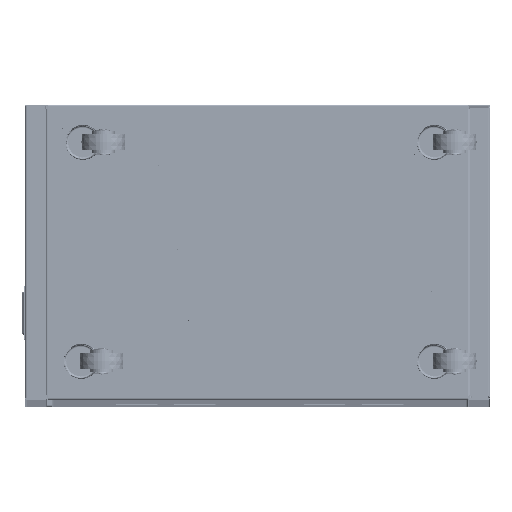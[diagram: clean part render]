
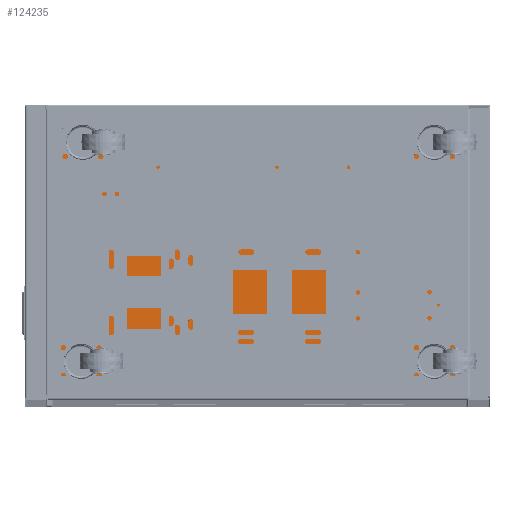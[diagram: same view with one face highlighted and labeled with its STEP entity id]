
A CAD part, front view. The second image highlights one B-rep face of the part: STEP entity #124235.
In plain terms, the highlighted face is planar.
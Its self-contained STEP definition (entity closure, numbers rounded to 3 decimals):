
#914 = CARTESIAN_POINT ( 'NONE',  ( 129.378, -452.001, 0. ) ) ;
#1913 = ORIENTED_EDGE ( 'NONE', *, *, #39589, .T. ) ;
#3119 = CARTESIAN_POINT ( 'NONE',  ( -127.877, -13.999, 0. ) ) ;
#3575 = DIRECTION ( 'NONE',  ( 0., 1., 0. ) ) ;
#4263 = EDGE_CURVE ( 'NONE', #42603, #137316, #81971, .T. ) ;
#4591 = FACE_BOUND ( 'NONE', #128821, .T. ) ;
#6126 = VECTOR ( 'NONE', #11318, 1000. ) ;
#7112 = CIRCLE ( 'NONE', #10076, 4.628 ) ;
#7800 = DIRECTION ( 'NONE',  ( 0., 1., 0. ) ) ;
#8080 = CARTESIAN_POINT ( 'NONE',  ( -135.25, -0.5, 0. ) ) ;
#8506 = VERTEX_POINT ( 'NONE', #123658 ) ;
#10076 = AXIS2_PLACEMENT_3D ( 'NONE', #69062, #170280, #81260 ) ;
#10543 = ORIENTED_EDGE ( 'NONE', *, *, #4263, .T. ) ;
#11318 = DIRECTION ( 'NONE',  ( 0., -1., 0. ) ) ;
#13093 = CARTESIAN_POINT ( 'NONE',  ( -123.249, -13.999, 0. ) ) ;
#14669 = AXIS2_PLACEMENT_3D ( 'NONE', #54908, #112051, #169276 ) ;
#17758 = CARTESIAN_POINT ( 'NONE',  ( -127.877, -452.001, 0. ) ) ;
#18392 = CARTESIAN_POINT ( 'NONE',  ( 136.75, -463.5, 0. ) ) ;
#18933 = ORIENTED_EDGE ( 'NONE', *, *, #140509, .F. ) ;
#19810 = ORIENTED_EDGE ( 'NONE', *, *, #124615, .F. ) ;
#22528 = VECTOR ( 'NONE', #7800, 1000. ) ;
#24268 = DIRECTION ( 'NONE',  ( 1., 0., 0. ) ) ;
#27736 = AXIS2_PLACEMENT_3D ( 'NONE', #128287, #185494, #157315 ) ;
#28272 = VERTEX_POINT ( 'NONE', #114291 ) ;
#28374 = CARTESIAN_POINT ( 'NONE',  ( 120.122, -452.001, 0. ) ) ;
#29555 = DIRECTION ( 'NONE',  ( 1., 0., 0. ) ) ;
#30029 = FACE_BOUND ( 'NONE', #77122, .T. ) ;
#30692 = ORIENTED_EDGE ( 'NONE', *, *, #55582, .F. ) ;
#31151 = VECTOR ( 'NONE', #3575, 1000. ) ;
#31177 = VERTEX_POINT ( 'NONE', #156325 ) ;
#32724 = CARTESIAN_POINT ( 'NONE',  ( -134.5, -2., 0. ) ) ;
#33273 = VERTEX_POINT ( 'NONE', #17758 ) ;
#34555 = VERTEX_POINT ( 'NONE', #50689 ) ;
#34918 = AXIS2_PLACEMENT_3D ( 'NONE', #67613, #182005, #53561 ) ;
#36049 = CARTESIAN_POINT ( 'NONE',  ( 129.378, -14., 0. ) ) ;
#37325 = VECTOR ( 'NONE', #29555, 1000. ) ;
#39589 = EDGE_CURVE ( 'NONE', #111457, #31177, #61892, .T. ) ;
#41652 = ORIENTED_EDGE ( 'NONE', *, *, #112498, .F. ) ;
#42067 = ORIENTED_EDGE ( 'NONE', *, *, #139403, .T. ) ;
#42603 = VERTEX_POINT ( 'NONE', #914 ) ;
#46899 = DIRECTION ( 'NONE',  ( 1., 0., 0. ) ) ;
#48206 = DIRECTION ( 'NONE',  ( 0., 0., -1. ) ) ;
#48964 = VERTEX_POINT ( 'NONE', #132667 ) ;
#50689 = CARTESIAN_POINT ( 'NONE',  ( -134.5, -0.5, 0. ) ) ;
#52000 = EDGE_CURVE ( 'NONE', #139585, #8506, #93634, .T. ) ;
#52795 = AXIS2_PLACEMENT_3D ( 'NONE', #13093, #153801, #98488 ) ;
#53561 = DIRECTION ( 'NONE',  ( 1., 0., 0. ) ) ;
#54908 = CARTESIAN_POINT ( 'NONE',  ( -123.249, -452.001, 0. ) ) ;
#55582 = EDGE_CURVE ( 'NONE', #111175, #28272, #65421, .T. ) ;
#61383 = CARTESIAN_POINT ( 'NONE',  ( 124.75, -452.001, 0. ) ) ;
#61498 = EDGE_LOOP ( 'NONE', ( #114709, #19810, #18933, #30692, #85524, #41652 ) ) ;
#61892 = CIRCLE ( 'NONE', #34918, 4.628 ) ;
#64095 = VERTEX_POINT ( 'NONE', #8080 ) ;
#65421 = LINE ( 'NONE', #161950, #181297 ) ;
#67613 = CARTESIAN_POINT ( 'NONE',  ( -123.249, -13.999, 0. ) ) ;
#69062 = CARTESIAN_POINT ( 'NONE',  ( 124.75, -452.001, 0. ) ) ;
#69930 = CARTESIAN_POINT ( 'NONE',  ( 136., -2., 0. ) ) ;
#71145 = LINE ( 'NONE', #152783, #172642 ) ;
#72017 = CARTESIAN_POINT ( 'NONE',  ( 124.75, -14., 0. ) ) ;
#75006 = FACE_BOUND ( 'NONE', #120304, .T. ) ;
#75025 = CIRCLE ( 'NONE', #84024, 4.628 ) ;
#75218 = EDGE_CURVE ( 'NONE', #150999, #33273, #87957, .T. ) ;
#75666 = DIRECTION ( 'NONE',  ( 0., 0., -1. ) ) ;
#77122 = EDGE_LOOP ( 'NONE', ( #171978, #1913 ) ) ;
#77171 = EDGE_CURVE ( 'NONE', #48964, #34555, #142560, .T. ) ;
#78885 = AXIS2_PLACEMENT_3D ( 'NONE', #140734, #81664, #107953 ) ;
#80067 = LINE ( 'NONE', #134478, #22528 ) ;
#81260 = DIRECTION ( 'NONE',  ( 1., 0., 0. ) ) ;
#81664 = DIRECTION ( 'NONE',  ( 0., 0., -1. ) ) ;
#81971 = CIRCLE ( 'NONE', #120935, 4.628 ) ;
#84024 = AXIS2_PLACEMENT_3D ( 'NONE', #72017, #75666, #115099 ) ;
#85524 = ORIENTED_EDGE ( 'NONE', *, *, #93708, .F. ) ;
#87957 = CIRCLE ( 'NONE', #78885, 4.628 ) ;
#91307 = VERTEX_POINT ( 'NONE', #106604 ) ;
#93634 = CIRCLE ( 'NONE', #27736, 4.628 ) ;
#93708 = EDGE_CURVE ( 'NONE', #91307, #111175, #169774, .T. ) ;
#95578 = CIRCLE ( 'NONE', #14669, 4.628 ) ;
#98488 = DIRECTION ( 'NONE',  ( 1., 0., 0. ) ) ;
#103137 = FACE_BOUND ( 'NONE', #125825, .T. ) ;
#106604 = CARTESIAN_POINT ( 'NONE',  ( 136.75, -2., 0. ) ) ;
#106684 = AXIS2_PLACEMENT_3D ( 'NONE', #160357, #172559, #46899 ) ;
#107953 = DIRECTION ( 'NONE',  ( 1., 0., 0. ) ) ;
#111175 = VERTEX_POINT ( 'NONE', #18392 ) ;
#111457 = VERTEX_POINT ( 'NONE', #3119 ) ;
#112051 = DIRECTION ( 'NONE',  ( 0., 0., -1. ) ) ;
#112498 = EDGE_CURVE ( 'NONE', #48964, #91307, #157099, .T. ) ;
#112699 = CIRCLE ( 'NONE', #52795, 4.628 ) ;
#114291 = CARTESIAN_POINT ( 'NONE',  ( -135.25, -463.5, 0. ) ) ;
#114709 = ORIENTED_EDGE ( 'NONE', *, *, #77171, .T. ) ;
#115099 = DIRECTION ( 'NONE',  ( 1., 0., 0. ) ) ;
#118124 = FACE_OUTER_BOUND ( 'NONE', #61498, .T. ) ;
#119086 = PLANE ( 'NONE',  #106684 ) ;
#120304 = EDGE_LOOP ( 'NONE', ( #10543, #42067 ) ) ;
#120935 = AXIS2_PLACEMENT_3D ( 'NONE', #61383, #48206, #177583 ) ;
#123019 = EDGE_CURVE ( 'NONE', #31177, #111457, #112699, .T. ) ;
#123658 = CARTESIAN_POINT ( 'NONE',  ( 120.122, -14., 0. ) ) ;
#124235 = ADVANCED_FACE ( 'NONE', ( #30029, #4591, #103137, #75006, #118124 ), #119086, .T. ) ;
#124537 = CARTESIAN_POINT ( 'NONE',  ( -118.62, -452.001, 0. ) ) ;
#124615 = EDGE_CURVE ( 'NONE', #64095, #34555, #71145, .T. ) ;
#125825 = EDGE_LOOP ( 'NONE', ( #131652, #130305 ) ) ;
#128287 = CARTESIAN_POINT ( 'NONE',  ( 124.75, -14., 0. ) ) ;
#128821 = EDGE_LOOP ( 'NONE', ( #146959, #139768 ) ) ;
#130305 = ORIENTED_EDGE ( 'NONE', *, *, #152306, .T. ) ;
#131652 = ORIENTED_EDGE ( 'NONE', *, *, #75218, .T. ) ;
#132667 = CARTESIAN_POINT ( 'NONE',  ( -134.5, -2., 0. ) ) ;
#134478 = CARTESIAN_POINT ( 'NONE',  ( -135.25, -464., 0. ) ) ;
#137316 = VERTEX_POINT ( 'NONE', #28374 ) ;
#139403 = EDGE_CURVE ( 'NONE', #137316, #42603, #7112, .T. ) ;
#139585 = VERTEX_POINT ( 'NONE', #36049 ) ;
#139768 = ORIENTED_EDGE ( 'NONE', *, *, #154231, .T. ) ;
#140509 = EDGE_CURVE ( 'NONE', #28272, #64095, #80067, .T. ) ;
#140734 = CARTESIAN_POINT ( 'NONE',  ( -123.249, -452.001, 0. ) ) ;
#142560 = LINE ( 'NONE', #32724, #31151 ) ;
#146959 = ORIENTED_EDGE ( 'NONE', *, *, #52000, .T. ) ;
#150999 = VERTEX_POINT ( 'NONE', #124537 ) ;
#152306 = EDGE_CURVE ( 'NONE', #33273, #150999, #95578, .T. ) ;
#152783 = CARTESIAN_POINT ( 'NONE',  ( -135.25, -0.5, 0. ) ) ;
#153801 = DIRECTION ( 'NONE',  ( 0., 0., -1. ) ) ;
#154231 = EDGE_CURVE ( 'NONE', #8506, #139585, #75025, .T. ) ;
#156325 = CARTESIAN_POINT ( 'NONE',  ( -118.62, -13.999, 0. ) ) ;
#156605 = CARTESIAN_POINT ( 'NONE',  ( 136.75, -2., 0. ) ) ;
#157099 = LINE ( 'NONE', #69930, #37325 ) ;
#157315 = DIRECTION ( 'NONE',  ( 1., 0., 0. ) ) ;
#160357 = CARTESIAN_POINT ( 'NONE',  ( -135.25, -464., 0. ) ) ;
#161950 = CARTESIAN_POINT ( 'NONE',  ( 136.75, -463.5, 0. ) ) ;
#169276 = DIRECTION ( 'NONE',  ( 1., 0., 0. ) ) ;
#169774 = LINE ( 'NONE', #156605, #6126 ) ;
#170280 = DIRECTION ( 'NONE',  ( 0., 0., -1. ) ) ;
#171978 = ORIENTED_EDGE ( 'NONE', *, *, #123019, .T. ) ;
#172559 = DIRECTION ( 'NONE',  ( 0., 0., 1. ) ) ;
#172642 = VECTOR ( 'NONE', #24268, 1000. ) ;
#176037 = DIRECTION ( 'NONE',  ( -1., 0., 0. ) ) ;
#177583 = DIRECTION ( 'NONE',  ( 1., 0., 0. ) ) ;
#181297 = VECTOR ( 'NONE', #176037, 1000. ) ;
#182005 = DIRECTION ( 'NONE',  ( 0., 0., -1. ) ) ;
#185494 = DIRECTION ( 'NONE',  ( 0., 0., -1. ) ) ;
